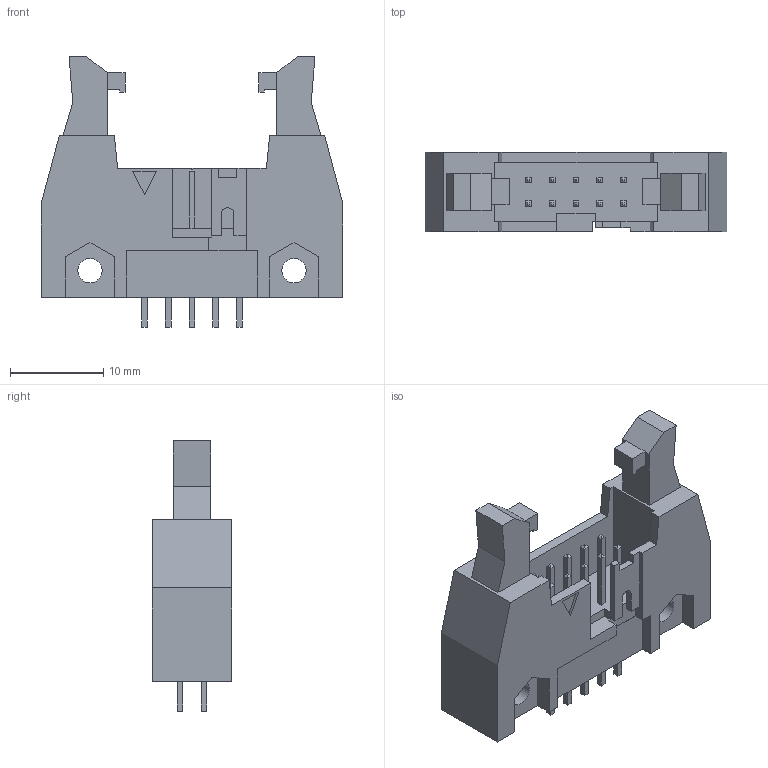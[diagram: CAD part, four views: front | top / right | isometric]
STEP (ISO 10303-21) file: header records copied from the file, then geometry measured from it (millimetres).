
FILE_DESCRIPTION((' '),'2;1');
FILE_NAME( '09185106904.stp', '2022-09-02T09:18:48', (' '), ('--- Datakit www.datakit.com---'), ' Datakit CrossCadWare V2022.3 Jun 15 2022', 'DATAKIT 2022 (c)', ' ');
FILE_SCHEMA(('AP242_MANAGED_MODEL_BASED_3D_ENGINEERING_MIM_LF { 1 0 10303 442 1 1 4 }'));
Length unit declared in the file: millimetre
Products named in the file (1): 09185106904
Bounding box: 32.3 x 8.5 x 28.95 mm (x, y, z)
Volume: 3246.1 mm3; surface area: 2874.4 mm2
Topology: 1 solids, 1 shells, 236 faces, 587 edges, 376 vertices
Faces by surface type: plane 231, cylinder 5
Full cylindrical faces by diameter (mm): 2.6 x4
Entity records: 7090 total; most frequent: CARTESIAN_POINT 1196, ORIENTED_EDGE 1166, DIRECTION 1067, EDGE_CURVE 583, VECTOR 573, LINE 573, VERTEX_POINT 376, EDGE_LOOP 269
